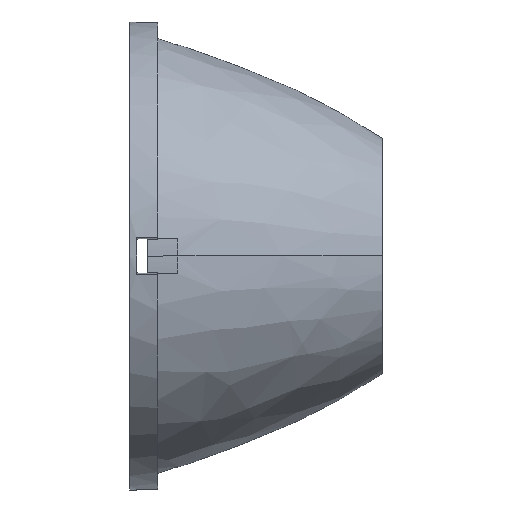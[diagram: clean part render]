
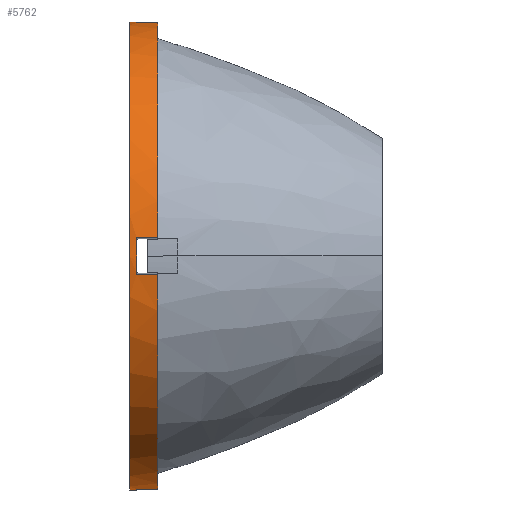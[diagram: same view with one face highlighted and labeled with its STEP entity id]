
A CAD part, left-side view. The second image highlights one B-rep face of the part: STEP entity #5762.
In plain terms, the highlighted cylindrical face has radius 22.5 mm (diameter 45 mm), a partial arc.
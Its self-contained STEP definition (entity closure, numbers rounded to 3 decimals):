
#167 = VERTEX_POINT ( 'NONE', #5864 ) ;
#286 = AXIS2_PLACEMENT_3D ( 'NONE', #4807, #1436, #2625 ) ;
#353 = CARTESIAN_POINT ( 'NONE',  ( -1.747, 23.62, 22.432 ) ) ;
#407 = ORIENTED_EDGE ( 'NONE', *, *, #3972, .F. ) ;
#464 = VERTEX_POINT ( 'NONE', #8026 ) ;
#568 = ORIENTED_EDGE ( 'NONE', *, *, #1885, .F. ) ;
#871 = ORIENTED_EDGE ( 'NONE', *, *, #4359, .F. ) ;
#901 = EDGE_CURVE ( 'NONE', #167, #6184, #8177, .T. ) ;
#994 = ORIENTED_EDGE ( 'NONE', *, *, #6764, .F. ) ;
#1011 = AXIS2_PLACEMENT_3D ( 'NONE', #1850, #5275, #1874 ) ;
#1182 = CARTESIAN_POINT ( 'NONE',  ( -1.747, 23.62, 22.432 ) ) ;
#1270 = CARTESIAN_POINT ( 'NONE',  ( -1.818, 21.594, -22.426 ) ) ;
#1314 = DIRECTION ( 'NONE',  ( 0., 0., -1. ) ) ;
#1362 = CARTESIAN_POINT ( 'NONE',  ( -22.432, 23.62, -1.747 ) ) ;
#1364 = EDGE_CURVE ( 'NONE', #464, #6455, #6046, .T. ) ;
#1401 = LINE ( 'NONE', #4435, #6681 ) ;
#1410 = AXIS2_PLACEMENT_3D ( 'NONE', #5793, #5856, #2479 ) ;
#1436 = DIRECTION ( 'NONE',  ( 0., 1., 0. ) ) ;
#1446 = CARTESIAN_POINT ( 'NONE',  ( -1.818, 21.594, -22.426 ) ) ;
#1593 = FACE_OUTER_BOUND ( 'NONE', #4870, .T. ) ;
#1644 = CARTESIAN_POINT ( 'NONE',  ( -22.426, 21.594, 1.818 ) ) ;
#1688 = VERTEX_POINT ( 'NONE', #7314 ) ;
#1810 = CIRCLE ( 'NONE', #8422, 22.5 ) ;
#1838 = CARTESIAN_POINT ( 'NONE',  ( -1.771, 22.945, 22.43 ) ) ;
#1850 = CARTESIAN_POINT ( 'NONE',  ( 0., 0., 0. ) ) ;
#1863 = CARTESIAN_POINT ( 'NONE',  ( -1.771, 22.945, -22.43 ) ) ;
#1874 = DIRECTION ( 'NONE',  ( 0., 0., -1. ) ) ;
#1885 = EDGE_CURVE ( 'NONE', #5118, #1688, #1401, .T. ) ;
#1887 = CIRCLE ( 'NONE', #286, 22.5 ) ;
#1901 = VERTEX_POINT ( 'NONE', #5129 ) ;
#1997 = VERTEX_POINT ( 'NONE', #6153 ) ;
#2035 = ORIENTED_EDGE ( 'NONE', *, *, #6087, .T. ) ;
#2052 = ORIENTED_EDGE ( 'NONE', *, *, #3693, .F. ) ;
#2264 = CARTESIAN_POINT ( 'NONE',  ( 0., 0., -22.5 ) ) ;
#2275 = CARTESIAN_POINT ( 'NONE',  ( 0., 23.62, 0. ) ) ;
#2365 = VERTEX_POINT ( 'NONE', #2868 ) ;
#2479 = DIRECTION ( 'NONE',  ( 0., 0., -1. ) ) ;
#2495 = CARTESIAN_POINT ( 'NONE',  ( -1.818, 21.594, 22.426 ) ) ;
#2518 = ORIENTED_EDGE ( 'NONE', *, *, #901, .F. ) ;
#2585 = CARTESIAN_POINT ( 'NONE',  ( 0., 23.62, 0. ) ) ;
#2625 = DIRECTION ( 'NONE',  ( 0., 0., -1. ) ) ;
#2716 = CARTESIAN_POINT ( 'NONE',  ( -22.43, 22.945, -1.771 ) ) ;
#2745 = CYLINDRICAL_SURFACE ( 'NONE', #1011, 22.5 ) ;
#2868 = CARTESIAN_POINT ( 'NONE',  ( 0., 23.62, -22.5 ) ) ;
#3022 =( BOUNDED_CURVE ( )  B_SPLINE_CURVE ( 3, ( #1644, #8462, #5043, #3076 ),
 .UNSPECIFIED., .F., .F. ) 
 B_SPLINE_CURVE_WITH_KNOTS ( ( 4, 4 ),
 ( 1.577, 1.58 ),
 .UNSPECIFIED. ) 
 CURVE ( )  GEOMETRIC_REPRESENTATION_ITEM ( )  RATIONAL_B_SPLINE_CURVE ( ( 1., 1., 1., 1. ) ) 
 REPRESENTATION_ITEM ( '' )  );
#3064 = CARTESIAN_POINT ( 'NONE',  ( 0., 24.3, 22.5 ) ) ;
#3076 = CARTESIAN_POINT ( 'NONE',  ( -22.432, 23.62, 1.747 ) ) ;
#3191 = CARTESIAN_POINT ( 'NONE',  ( -22.432, 23.62, -1.747 ) ) ;
#3219 = EDGE_CURVE ( 'NONE', #5118, #5546, #1810, .T. ) ;
#3542 = DIRECTION ( 'NONE',  ( 0., -1., 0. ) ) ;
#3693 = EDGE_CURVE ( 'NONE', #6455, #1997, #7186, .T. ) ;
#3739 = VERTEX_POINT ( 'NONE', #3191 ) ;
#3826 = ORIENTED_EDGE ( 'NONE', *, *, #4087, .T. ) ;
#3862 = CARTESIAN_POINT ( 'NONE',  ( -1.794, 22.269, 22.428 ) ) ;
#3954 = AXIS2_PLACEMENT_3D ( 'NONE', #2585, #3956, #5896 ) ;
#3956 = DIRECTION ( 'NONE',  ( 0., 1., 0. ) ) ;
#3972 = EDGE_CURVE ( 'NONE', #6184, #1901, #3022, .T. ) ;
#4087 = EDGE_CURVE ( 'NONE', #5015, #1688, #6248, .T. ) ;
#4359 = EDGE_CURVE ( 'NONE', #5015, #167, #5876, .T. ) ;
#4405 = AXIS2_PLACEMENT_3D ( 'NONE', #2275, #5755, #7041 ) ;
#4435 = CARTESIAN_POINT ( 'NONE',  ( 0., 0., 22.5 ) ) ;
#4596 = CARTESIAN_POINT ( 'NONE',  ( 0., 21.594, 0. ) ) ;
#4615 = EDGE_CURVE ( 'NONE', #2365, #1997, #6984, .T. ) ;
#4807 = CARTESIAN_POINT ( 'NONE',  ( 0., 23.62, 0. ) ) ;
#4816 = ORIENTED_EDGE ( 'NONE', *, *, #3219, .T. ) ;
#4870 = EDGE_LOOP ( 'NONE', ( #568, #4816, #6379, #8014, #2052, #4929, #994, #2035, #407, #2518, #871, #3826 ) ) ;
#4929 = ORIENTED_EDGE ( 'NONE', *, *, #1364, .F. ) ;
#5015 = VERTEX_POINT ( 'NONE', #353 ) ;
#5043 = CARTESIAN_POINT ( 'NONE',  ( -22.43, 22.945, 1.771 ) ) ;
#5118 = VERTEX_POINT ( 'NONE', #3064 ) ;
#5129 = CARTESIAN_POINT ( 'NONE',  ( -22.432, 23.62, 1.747 ) ) ;
#5275 = DIRECTION ( 'NONE',  ( 0., -1., 0. ) ) ;
#5430 = EDGE_CURVE ( 'NONE', #5546, #2365, #6551, .T. ) ;
#5546 = VERTEX_POINT ( 'NONE', #5714 ) ;
#5604 = VECTOR ( 'NONE', #3542, 1000. ) ;
#5714 = CARTESIAN_POINT ( 'NONE',  ( 0., 24.3, -22.5 ) ) ;
#5755 = DIRECTION ( 'NONE',  ( 0., 1., 0. ) ) ;
#5762 = ADVANCED_FACE ( 'NONE', ( #1593 ), #2745, .T. ) ;
#5793 = CARTESIAN_POINT ( 'NONE',  ( 0., 21.594, 0. ) ) ;
#5856 = DIRECTION ( 'NONE',  ( 0., -1., 0. ) ) ;
#5864 = CARTESIAN_POINT ( 'NONE',  ( -1.818, 21.594, 22.426 ) ) ;
#5876 =( BOUNDED_CURVE ( )  B_SPLINE_CURVE ( 3, ( #1182, #1838, #3862, #2495 ),
 .UNSPECIFIED., .F., .F. ) 
 B_SPLINE_CURVE_WITH_KNOTS ( ( 4, 4 ),
 ( 4.703, 4.706 ),
 .UNSPECIFIED. ) 
 CURVE ( )  GEOMETRIC_REPRESENTATION_ITEM ( )  RATIONAL_B_SPLINE_CURVE ( ( 1., 1., 1., 1. ) ) 
 REPRESENTATION_ITEM ( '' )  );
#5896 = DIRECTION ( 'NONE',  ( 0., 0., -1. ) ) ;
#5903 = DIRECTION ( 'NONE',  ( 0., -1., 0. ) ) ;
#6046 = CIRCLE ( 'NONE', #1410, 22.5 ) ;
#6087 = EDGE_CURVE ( 'NONE', #3739, #1901, #1887, .T. ) ;
#6153 = CARTESIAN_POINT ( 'NONE',  ( -1.747, 23.62, -22.432 ) ) ;
#6184 = VERTEX_POINT ( 'NONE', #6266 ) ;
#6248 = CIRCLE ( 'NONE', #4405, 22.5 ) ;
#6266 = CARTESIAN_POINT ( 'NONE',  ( -22.426, 21.594, 1.818 ) ) ;
#6379 = ORIENTED_EDGE ( 'NONE', *, *, #5430, .T. ) ;
#6455 = VERTEX_POINT ( 'NONE', #1446 ) ;
#6551 = LINE ( 'NONE', #2264, #5604 ) ;
#6656 = DIRECTION ( 'NONE',  ( 0., -1., 0. ) ) ;
#6681 = VECTOR ( 'NONE', #5903, 1000. ) ;
#6716 = CARTESIAN_POINT ( 'NONE',  ( -1.747, 23.62, -22.432 ) ) ;
#6764 = EDGE_CURVE ( 'NONE', #3739, #464, #8228, .T. ) ;
#6804 = CARTESIAN_POINT ( 'NONE',  ( -22.428, 22.269, -1.794 ) ) ;
#6984 = CIRCLE ( 'NONE', #3954, 22.5 ) ;
#7041 = DIRECTION ( 'NONE',  ( 0., 0., -1. ) ) ;
#7186 =( BOUNDED_CURVE ( )  B_SPLINE_CURVE ( 3, ( #1270, #7961, #1863, #6716 ),
 .UNSPECIFIED., .F., .F. ) 
 B_SPLINE_CURVE_WITH_KNOTS ( ( 4, 4 ),
 ( 1.577, 1.58 ),
 .UNSPECIFIED. ) 
 CURVE ( )  GEOMETRIC_REPRESENTATION_ITEM ( )  RATIONAL_B_SPLINE_CURVE ( ( 1., 1., 1., 1. ) ) 
 REPRESENTATION_ITEM ( '' )  );
#7314 = CARTESIAN_POINT ( 'NONE',  ( 0., 23.62, 22.5 ) ) ;
#7517 = CARTESIAN_POINT ( 'NONE',  ( -22.426, 21.594, -1.818 ) ) ;
#7700 = DIRECTION ( 'NONE',  ( 0., -1., 0. ) ) ;
#7961 = CARTESIAN_POINT ( 'NONE',  ( -1.794, 22.269, -22.428 ) ) ;
#8014 = ORIENTED_EDGE ( 'NONE', *, *, #4615, .T. ) ;
#8026 = CARTESIAN_POINT ( 'NONE',  ( -22.426, 21.594, -1.818 ) ) ;
#8177 = CIRCLE ( 'NONE', #8375, 22.5 ) ;
#8228 =( BOUNDED_CURVE ( )  B_SPLINE_CURVE ( 3, ( #1362, #2716, #6804, #7517 ),
 .UNSPECIFIED., .F., .F. ) 
 B_SPLINE_CURVE_WITH_KNOTS ( ( 4, 4 ),
 ( 4.703, 4.706 ),
 .UNSPECIFIED. ) 
 CURVE ( )  GEOMETRIC_REPRESENTATION_ITEM ( )  RATIONAL_B_SPLINE_CURVE ( ( 1., 1., 1., 1. ) ) 
 REPRESENTATION_ITEM ( '' )  );
#8356 = CARTESIAN_POINT ( 'NONE',  ( 0., 24.3, 0. ) ) ;
#8375 = AXIS2_PLACEMENT_3D ( 'NONE', #4596, #6656, #1314 ) ;
#8422 = AXIS2_PLACEMENT_3D ( 'NONE', #8356, #7700, #8437 ) ;
#8437 = DIRECTION ( 'NONE',  ( 0., 0., -1. ) ) ;
#8462 = CARTESIAN_POINT ( 'NONE',  ( -22.428, 22.269, 1.794 ) ) ;
